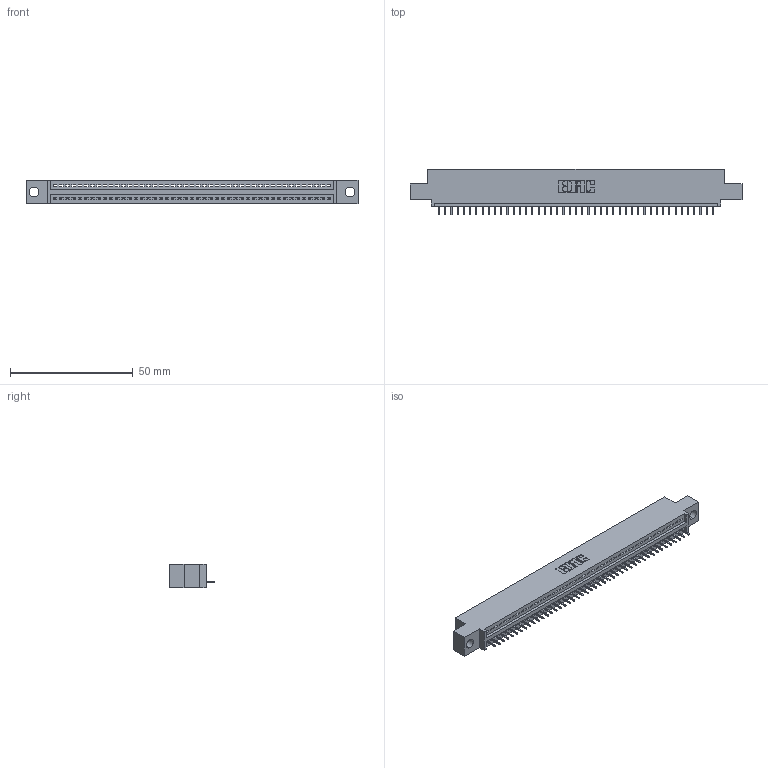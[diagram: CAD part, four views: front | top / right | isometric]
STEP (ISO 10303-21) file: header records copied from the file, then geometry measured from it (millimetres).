
FILE_DESCRIPTION (( 'STEP AP203' ), '1' );
FILE_NAME ('395-045-525-404.STEP', '2020-09-24T06:02:16', ( '' ), ( '' ), 'SwSTEP 2.0', 'SolidWorks 2020', '' );
FILE_SCHEMA (( 'CONFIG_CONTROL_DESIGN' ));
Length unit declared in the file: inch
Products named in the file (3): 395-045-525-404; 345 Part_0.110 Offset - 0.156 Dia-TH; 345-292-001_345-293-125
Assembly tree (46 placements, depth 2):
  395-045-525-404
    345 Part_0.110 Offset - 0.156 Dia-TH
    345-292-001_345-293-125  x45
Bounding box: 135.51 x 18.72 x 9.4 mm (x, y, z)
Volume: 12550.4 mm3; surface area: 15997.1 mm2
Topology: 46 solids, 46 shells, 2920 faces, 8453 edges, 5454 vertices
Faces by surface type: plane 2154, cylinder 766
Entity records: 33673 total; most frequent: CARTESIAN_POINT 5839, ORIENTED_EDGE 5818, DIRECTION 5095, EDGE_CURVE 2909, VECTOR 2601, LINE 2601, VERTEX_POINT 1934, AXIS2_PLACEMENT_3D 1247
